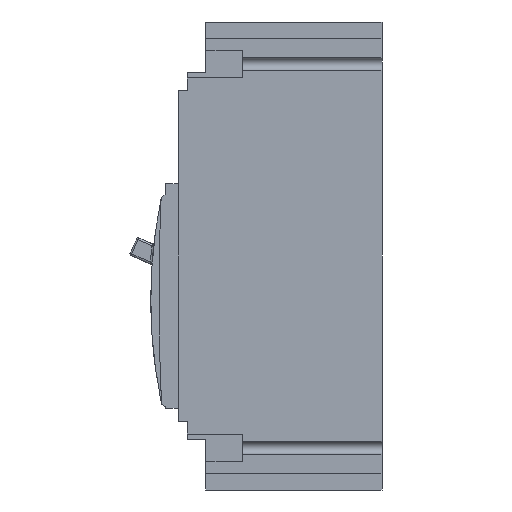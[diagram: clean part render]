
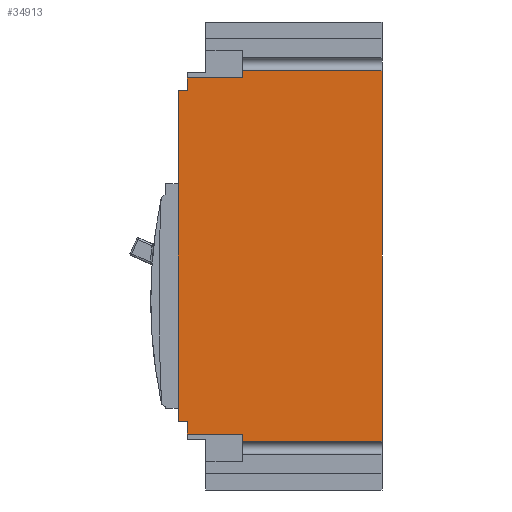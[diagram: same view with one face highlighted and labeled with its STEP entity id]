
A CAD part, left-side view. The second image highlights one B-rep face of the part: STEP entity #34913.
In plain terms, the highlighted planar face has unit normal (-1, 0, 0).
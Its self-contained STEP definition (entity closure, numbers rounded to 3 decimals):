
#19446=DIRECTION('',(0.,0.,1.));
#19447=VECTOR('',#19446,202.);
#19448=CARTESIAN_POINT('',(-70.,0.,-101.));
#19449=LINE('',#19448,#19447);
#20180=DIRECTION('',(0.,1.,0.));
#20181=VECTOR('',#20180,76.);
#20182=CARTESIAN_POINT('',(-70.,0.,101.));
#20183=LINE('',#20182,#20181);
#20203=DIRECTION('',(0.,0.,-1.));
#20204=VECTOR('',#20203,4.);
#20205=CARTESIAN_POINT('',(-70.,76.,101.));
#20206=LINE('',#20205,#20204);
#20217=DIRECTION('',(0.,0.,1.));
#20218=VECTOR('',#20217,4.);
#20219=CARTESIAN_POINT('',(-70.,76.,-101.));
#20220=LINE('',#20219,#20218);
#20224=DIRECTION('',(0.,1.,0.));
#20225=VECTOR('',#20224,30.);
#20226=CARTESIAN_POINT('',(-70.,76.,-97.));
#20227=LINE('',#20226,#20225);
#20231=DIRECTION('',(0.,0.,1.));
#20232=VECTOR('',#20231,7.);
#20233=CARTESIAN_POINT('',(-70.,106.,-97.));
#20234=LINE('',#20233,#20232);
#20238=DIRECTION('',(0.,1.,0.));
#20239=VECTOR('',#20238,5.);
#20240=CARTESIAN_POINT('',(-70.,106.,-90.));
#20241=LINE('',#20240,#20239);
#20245=DIRECTION('',(0.,0.,1.));
#20246=VECTOR('',#20245,180.);
#20247=CARTESIAN_POINT('',(-70.,111.,-90.));
#20248=LINE('',#20247,#20246);
#20252=DIRECTION('',(0.,0.,1.));
#20253=VECTOR('',#20252,7.);
#20254=CARTESIAN_POINT('',(-70.,106.,90.));
#20255=LINE('',#20254,#20253);
#20266=DIRECTION('',(0.,-1.,0.));
#20267=VECTOR('',#20266,76.);
#20268=CARTESIAN_POINT('',(-70.,76.,-101.));
#20269=LINE('',#20268,#20267);
#23026=DIRECTION('',(0.,1.,0.));
#23027=VECTOR('',#23026,30.);
#23028=CARTESIAN_POINT('',(-70.,76.,97.));
#23029=LINE('',#23028,#23027);
#23068=DIRECTION('',(0.,1.,0.));
#23069=VECTOR('',#23068,5.);
#23070=CARTESIAN_POINT('',(-70.,106.,90.));
#23071=LINE('',#23070,#23069);
#32375=CARTESIAN_POINT('',(-70.,111.,90.));
#32376=VERTEX_POINT('',#32375);
#32377=CARTESIAN_POINT('',(-70.,111.,-90.));
#32378=VERTEX_POINT('',#32377);
#32397=CARTESIAN_POINT('',(-70.,106.,90.));
#32398=VERTEX_POINT('',#32397);
#32547=CARTESIAN_POINT('',(-70.,106.,-90.));
#32548=VERTEX_POINT('',#32547);
#32549=CARTESIAN_POINT('',(-70.,106.,-97.));
#32550=VERTEX_POINT('',#32549);
#32715=CARTESIAN_POINT('',(-70.,0.,-101.));
#32716=VERTEX_POINT('',#32715);
#32717=CARTESIAN_POINT('',(-70.,0.,101.));
#32718=VERTEX_POINT('',#32717);
#32794=CARTESIAN_POINT('',(-70.,76.,101.));
#32796=VERTEX_POINT('',#32794);
#32797=CARTESIAN_POINT('',(-70.,76.,97.));
#32798=VERTEX_POINT('',#32797);
#32807=CARTESIAN_POINT('',(-70.,76.,-101.));
#32808=VERTEX_POINT('',#32807);
#32809=CARTESIAN_POINT('',(-70.,76.,-97.));
#32810=VERTEX_POINT('',#32809);
#32811=CARTESIAN_POINT('',(-70.,106.,97.));
#32812=VERTEX_POINT('',#32811);
#34885=CARTESIAN_POINT('',(-70.,0.,-127.5));
#34886=DIRECTION('',(-1.,0.,0.));
#34887=DIRECTION('',(0.,0.,1.));
#34888=AXIS2_PLACEMENT_3D('',#34885,#34886,#34887);
#34889=PLANE('',#34888);
#34891=ORIENTED_EDGE('',*,*,#34890,.F.);
#34893=ORIENTED_EDGE('',*,*,#34892,.T.);
#34895=ORIENTED_EDGE('',*,*,#34894,.T.);
#34897=ORIENTED_EDGE('',*,*,#34896,.T.);
#34899=ORIENTED_EDGE('',*,*,#34898,.T.);
#34901=ORIENTED_EDGE('',*,*,#34900,.T.);
#34903=ORIENTED_EDGE('',*,*,#34902,.F.);
#34905=ORIENTED_EDGE('',*,*,#34904,.T.);
#34907=ORIENTED_EDGE('',*,*,#34906,.F.);
#34908=ORIENTED_EDGE('',*,*,#34863,.F.);
#34909=ORIENTED_EDGE('',*,*,#34844,.F.);
#34910=ORIENTED_EDGE('',*,*,#34137,.F.);
#34911=EDGE_LOOP('',(#34891,#34893,#34895,#34897,#34899,#34901,#34903,#34905,
#34907,#34908,#34909,#34910));
#34912=FACE_OUTER_BOUND('',#34911,.F.);
#34137=EDGE_CURVE('',#32716,#32718,#19449,.T.);
#34844=EDGE_CURVE('',#32718,#32796,#20183,.T.);
#34863=EDGE_CURVE('',#32796,#32798,#20206,.T.);
#34890=EDGE_CURVE('',#32808,#32716,#20269,.T.);
#34892=EDGE_CURVE('',#32808,#32810,#20220,.T.);
#34894=EDGE_CURVE('',#32810,#32550,#20227,.T.);
#34896=EDGE_CURVE('',#32550,#32548,#20234,.T.);
#34898=EDGE_CURVE('',#32548,#32378,#20241,.T.);
#34900=EDGE_CURVE('',#32378,#32376,#20248,.T.);
#34902=EDGE_CURVE('',#32398,#32376,#23071,.T.);
#34904=EDGE_CURVE('',#32398,#32812,#20255,.T.);
#34906=EDGE_CURVE('',#32798,#32812,#23029,.T.);
#34913=ADVANCED_FACE('',(#34912),#34889,.T.);
